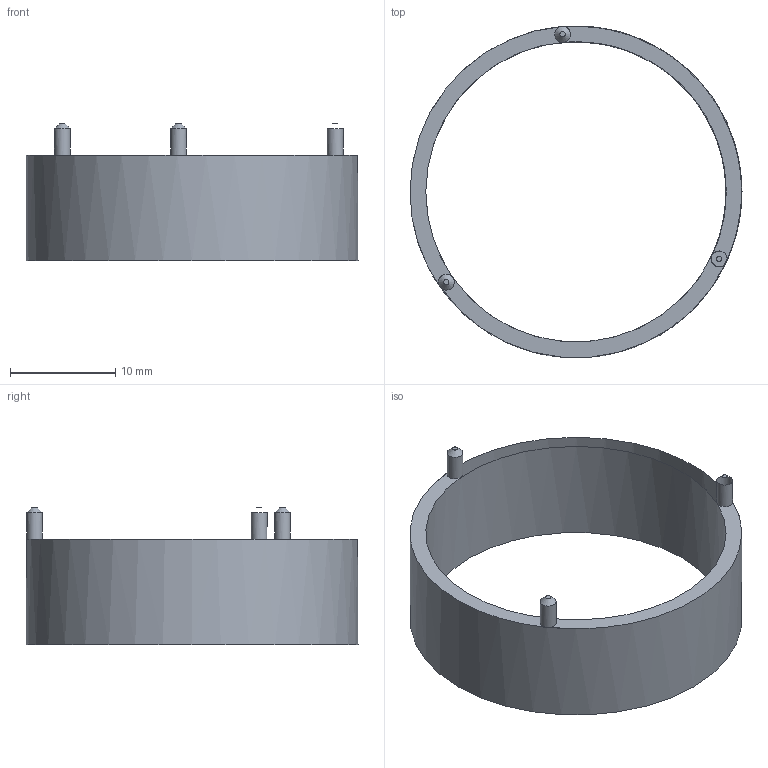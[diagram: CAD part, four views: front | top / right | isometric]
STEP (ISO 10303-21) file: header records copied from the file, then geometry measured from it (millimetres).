
FILE_DESCRIPTION(/* description */ (''),/* implementation_level */ '2;1');
FILE_NAME(/* name */ 'spacer v6_10mm.step',/* time_stamp */ '2021-07-15T11:37:03+02:00',/* author */ (''),/* organization */ (''),/* preprocessor_version */ 'ST-DEVELOPER v18.1',/* originating_system */ 'Autodesk Translation Framework v10.9.0.1377',/* authorisation */ '');
FILE_SCHEMA (('AUTOMOTIVE_DESIGN { 1 0 10303 214 3 1 1 }'));
Length unit declared in the file: millimetre
Products named in the file (1): spacer
Bounding box: 31.48 x 31.48 x 13 mm (x, y, z)
Volume: 1427.5 mm3; surface area: 2203.9 mm2
Topology: 1 solids, 1 shells, 15 faces, 33 edges, 19 vertices
Faces by surface type: plane 7, cylinder 5, cone 3
Full cylindrical faces by diameter (mm): 1.5 x3, 28.484 x1, 31.484 x1
Entity records: 457 total; most frequent: DIRECTION 90, CARTESIAN_POINT 68, ORIENTED_EDGE 66, AXIS2_PLACEMENT_3D 41, EDGE_CURVE 33, CIRCLE 25, VERTEX_POINT 19, EDGE_LOOP 16
